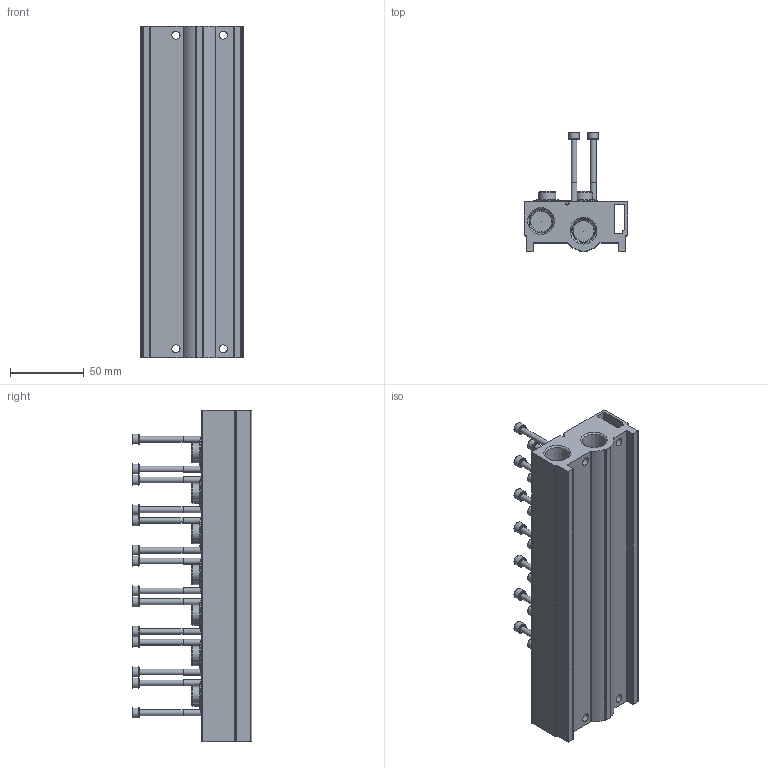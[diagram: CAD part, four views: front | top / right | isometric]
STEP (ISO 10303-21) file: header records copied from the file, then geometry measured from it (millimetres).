
FILE_DESCRIPTION(/* description */ ('STEP AP214'),/* implementation_level */ '2;1');
FILE_NAME(/* name */ '8026311_VABM-B10-25S-N38-7-P3',/* time_stamp */ '2024-09-15T22:36:12+02:00',/* author */ ('License CC BY-ND 4.0'),/* organization */ ('CADENAS'),/* preprocessor_version */ 'ST-DEVELOPER v19.3',/* originating_system */ 'PARTsolutions',/* authorisation */ ' ');
FILE_SCHEMA (('AUTOMOTIVE_DESIGN {1 0 10303 214 3 1 1}'));
Length unit declared in the file: millimetre
Products named in the file (5): 8026311 VABM-B10-25S-N38-7-P3; 8026311 VABM-B10-25S-N38-7-P3---(M); 1841565 VUVS-G14-2---(S); 2833735 F-M4x50-10.9; 174169 B-3/8-NPT---(Plug)
Assembly tree (24 placements, depth 2):
  8026311 VABM-B10-25S-N38-7-P3
    8026311 VABM-B10-25S-N38-7-P3---(M)
    1841565 VUVS-G14-2---(S)  x7
    2833735 F-M4x50-10.9  x14
    174169 B-3/8-NPT---(Plug)  x2
Bounding box: 70.25 x 80.8 x 224.5 mm (x, y, z)
Volume: 377563.5 mm3; surface area: 120667.3 mm2
Topology: 24 solids, 24 shells, 1070 faces, 2645 edges, 1685 vertices
Faces by surface type: plane 508, cylinder 328, cone 192, torus 42
Full cylindrical faces by diameter (mm): 3.242 x15, 3.5 x1, 3.9 x14, 4 x14, 5.5 x4, 7 x28, 7.938 x2, 8.6 x14, 11.6 x14, 14.3 x2, 14.6 x14
Entity records: 8532 total; most frequent: CARTESIAN_POINT 1654, DIRECTION 1463, ORIENTED_EDGE 1174, AXIS2_PLACEMENT_3D 588, EDGE_CURVE 587, FACE_BOUND 478, EDGE_LOOP 461, VERTEX_POINT 449
